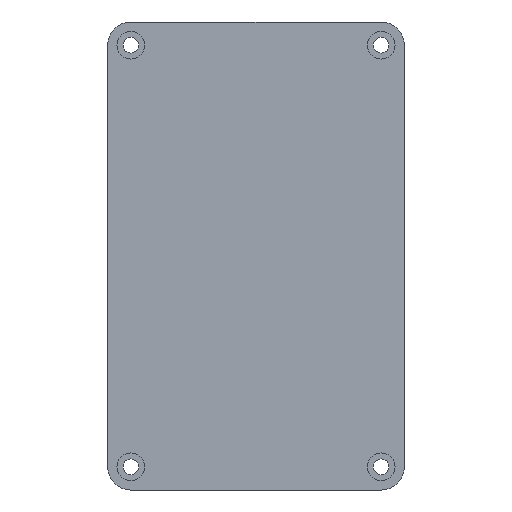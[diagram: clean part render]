
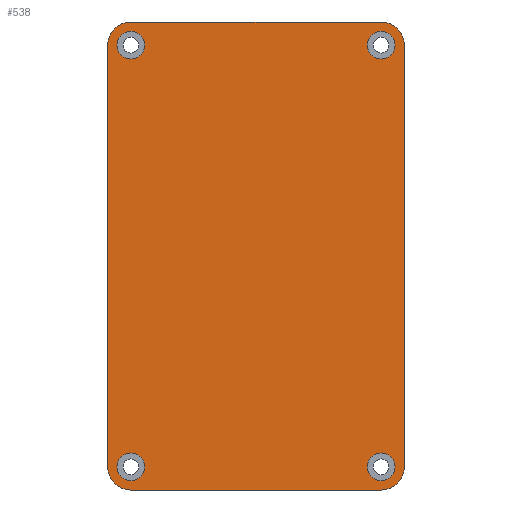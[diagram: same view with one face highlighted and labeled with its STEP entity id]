
A CAD part, front view. The second image highlights one B-rep face of the part: STEP entity #538.
In plain terms, the highlighted planar face has unit normal (0, -1, 0).
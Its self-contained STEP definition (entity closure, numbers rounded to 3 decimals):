
#21=FACE_BOUND('',#105,.T.);
#22=FACE_BOUND('',#106,.T.);
#23=FACE_BOUND('',#107,.T.);
#24=FACE_BOUND('',#108,.T.);
#42=PLANE('',#602);
#68=FACE_OUTER_BOUND('',#104,.T.);
#104=EDGE_LOOP('',(#469,#470,#471,#472,#473,#474,#475,#476));
#105=EDGE_LOOP('',(#477));
#106=EDGE_LOOP('',(#478));
#107=EDGE_LOOP('',(#479));
#108=EDGE_LOOP('',(#480));
#125=LINE('',#788,#173);
#135=LINE('',#825,#183);
#163=LINE('',#900,#211);
#164=LINE('',#902,#212);
#173=VECTOR('',#629,10.);
#183=VECTOR('',#661,10.);
#211=VECTOR('',#739,10.);
#212=VECTOR('',#742,10.);
#218=CIRCLE('',#563,5.);
#226=CIRCLE('',#574,5.);
#227=CIRCLE('',#577,5.);
#228=CIRCLE('',#579,5.);
#230=CIRCLE('',#588,3.);
#232=CIRCLE('',#591,3.);
#234=CIRCLE('',#594,3.);
#236=CIRCLE('',#597,3.);
#243=VERTEX_POINT('',#778);
#244=VERTEX_POINT('',#780);
#246=VERTEX_POINT('',#786);
#260=VERTEX_POINT('',#818);
#261=VERTEX_POINT('',#820);
#262=VERTEX_POINT('',#824);
#263=VERTEX_POINT('',#828);
#264=VERTEX_POINT('',#832);
#278=VERTEX_POINT('',#875);
#280=VERTEX_POINT('',#881);
#282=VERTEX_POINT('',#887);
#284=VERTEX_POINT('',#893);
#291=EDGE_CURVE('',#243,#244,#218,.T.);
#295=EDGE_CURVE('',#246,#243,#125,.T.);
#311=EDGE_CURVE('',#260,#261,#226,.T.);
#313=EDGE_CURVE('',#262,#261,#135,.T.);
#315=EDGE_CURVE('',#262,#263,#227,.T.);
#318=EDGE_CURVE('',#264,#246,#228,.T.);
#340=EDGE_CURVE('',#278,#278,#230,.T.);
#343=EDGE_CURVE('',#280,#280,#232,.T.);
#346=EDGE_CURVE('',#282,#282,#234,.T.);
#349=EDGE_CURVE('',#284,#284,#236,.T.);
#351=EDGE_CURVE('',#263,#264,#163,.T.);
#352=EDGE_CURVE('',#244,#260,#164,.T.);
#469=ORIENTED_EDGE('',*,*,#291,.F.);
#470=ORIENTED_EDGE('',*,*,#295,.F.);
#471=ORIENTED_EDGE('',*,*,#318,.F.);
#472=ORIENTED_EDGE('',*,*,#351,.F.);
#473=ORIENTED_EDGE('',*,*,#315,.F.);
#474=ORIENTED_EDGE('',*,*,#313,.T.);
#475=ORIENTED_EDGE('',*,*,#311,.F.);
#476=ORIENTED_EDGE('',*,*,#352,.F.);
#477=ORIENTED_EDGE('',*,*,#340,.F.);
#478=ORIENTED_EDGE('',*,*,#349,.F.);
#479=ORIENTED_EDGE('',*,*,#346,.F.);
#480=ORIENTED_EDGE('',*,*,#343,.F.);
#538=ADVANCED_FACE('',(#68,#21,#22,#23,#24),#42,.F.);
#563=AXIS2_PLACEMENT_3D('',#781,#622,#623);
#574=AXIS2_PLACEMENT_3D('',#821,#656,#657);
#577=AXIS2_PLACEMENT_3D('',#829,#665,#666);
#579=AXIS2_PLACEMENT_3D('',#834,#671,#672);
#588=AXIS2_PLACEMENT_3D('',#877,#709,#710);
#591=AXIS2_PLACEMENT_3D('',#883,#716,#717);
#594=AXIS2_PLACEMENT_3D('',#889,#723,#724);
#597=AXIS2_PLACEMENT_3D('',#895,#730,#731);
#602=AXIS2_PLACEMENT_3D('',#903,#743,#744);
#622=DIRECTION('center_axis',(0.,1.,0.));
#623=DIRECTION('ref_axis',(-0.707,0.,0.707));
#629=DIRECTION('',(0.,0.,1.));
#656=DIRECTION('center_axis',(0.,1.,0.));
#657=DIRECTION('ref_axis',(0.707,0.,0.707));
#661=DIRECTION('',(0.,0.,1.));
#665=DIRECTION('center_axis',(0.,1.,0.));
#666=DIRECTION('ref_axis',(0.707,0.,-0.707));
#671=DIRECTION('center_axis',(0.,1.,0.));
#672=DIRECTION('ref_axis',(-0.707,0.,-0.707));
#709=DIRECTION('center_axis',(0.,-1.,0.));
#710=DIRECTION('ref_axis',(1.,0.,0.));
#716=DIRECTION('center_axis',(0.,-1.,0.));
#717=DIRECTION('ref_axis',(1.,0.,0.));
#723=DIRECTION('center_axis',(0.,-1.,0.));
#724=DIRECTION('ref_axis',(1.,0.,0.));
#730=DIRECTION('center_axis',(0.,-1.,0.));
#731=DIRECTION('ref_axis',(1.,0.,0.));
#739=DIRECTION('',(-1.,0.,0.));
#742=DIRECTION('',(1.,0.,0.));
#743=DIRECTION('center_axis',(0.,1.,0.));
#744=DIRECTION('ref_axis',(1.,0.,0.));
#778=CARTESIAN_POINT('',(-32.,0.,45.5));
#780=CARTESIAN_POINT('',(-27.,0.,50.5));
#781=CARTESIAN_POINT('Origin',(-27.,0.,45.5));
#786=CARTESIAN_POINT('',(-32.,0.,-45.5));
#788=CARTESIAN_POINT('',(-32.,0.,-50.5));
#818=CARTESIAN_POINT('',(27.,0.,50.5));
#820=CARTESIAN_POINT('',(32.,0.,45.5));
#821=CARTESIAN_POINT('Origin',(27.,0.,45.5));
#824=CARTESIAN_POINT('',(32.,0.,-45.5));
#825=CARTESIAN_POINT('',(32.,0.,45.5));
#828=CARTESIAN_POINT('',(27.,0.,-50.5));
#829=CARTESIAN_POINT('Origin',(27.,0.,-45.5));
#832=CARTESIAN_POINT('',(-27.,0.,-50.5));
#834=CARTESIAN_POINT('Origin',(-27.,0.,-45.5));
#875=CARTESIAN_POINT('',(24.,0.,-45.5));
#877=CARTESIAN_POINT('Origin',(27.,0.,-45.5));
#881=CARTESIAN_POINT('',(24.,0.,45.5));
#883=CARTESIAN_POINT('Origin',(27.,0.,45.5));
#887=CARTESIAN_POINT('',(-30.,0.,45.5));
#889=CARTESIAN_POINT('Origin',(-27.,0.,45.5));
#893=CARTESIAN_POINT('',(-30.,0.,-45.5));
#895=CARTESIAN_POINT('Origin',(-27.,0.,-45.5));
#900=CARTESIAN_POINT('',(32.,0.,-50.5));
#902=CARTESIAN_POINT('',(-32.,0.,50.5));
#903=CARTESIAN_POINT('Origin',(0.,0.,0.));
